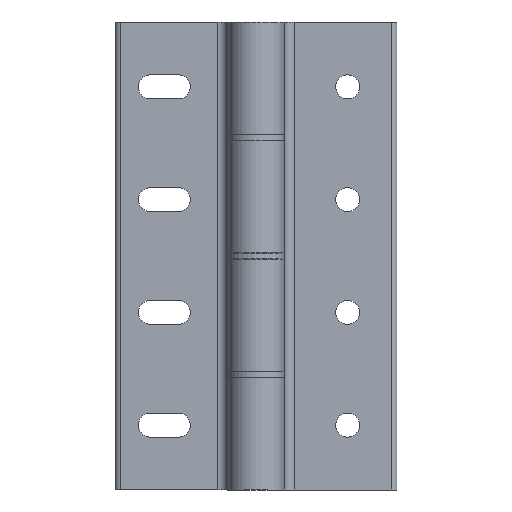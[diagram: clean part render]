
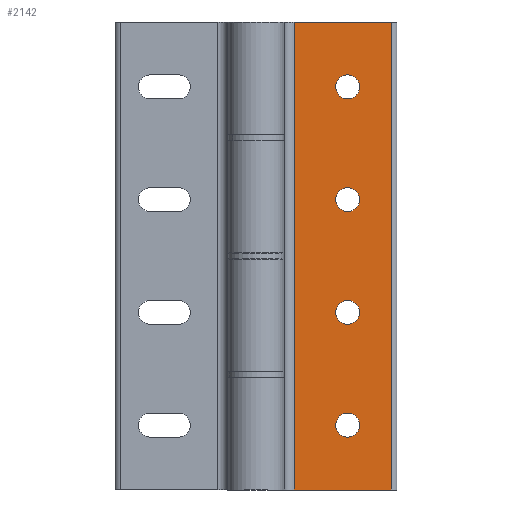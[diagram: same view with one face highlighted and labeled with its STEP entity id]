
A CAD part, front view. The second image highlights one B-rep face of the part: STEP entity #2142.
In plain terms, the highlighted face is planar.
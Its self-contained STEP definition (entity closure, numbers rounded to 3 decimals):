
#1231=CARTESIAN_POINT('',(21.75,143.,5.));
#1232=VERTEX_POINT('',#1231);
#1248=CARTESIAN_POINT('',(13.25,143.,5.));
#1249=VERTEX_POINT('',#1248);
#1256=CARTESIAN_POINT('',(17.5,143.,5.));
#1257=DIRECTION('',(0.0,0.0,-1.0));
#1258=DIRECTION('',(1.0,0.0,0.0));
#1259=AXIS2_PLACEMENT_3D('',#1256,#1257,#1258);
#1260=CIRCLE('',#1259,4.25);
#1261=EDGE_CURVE('',#1232,#1249,#1260,.T.);
#1273=CARTESIAN_POINT('',(21.75,63.,5.));
#1274=VERTEX_POINT('',#1273);
#1290=CARTESIAN_POINT('',(13.25,63.,5.));
#1291=VERTEX_POINT('',#1290);
#1298=CARTESIAN_POINT('',(17.5,63.,5.));
#1299=DIRECTION('',(0.0,0.0,-1.0));
#1300=DIRECTION('',(1.0,0.0,0.0));
#1301=AXIS2_PLACEMENT_3D('',#1298,#1299,#1300);
#1302=CIRCLE('',#1301,4.25);
#1303=EDGE_CURVE('',#1274,#1291,#1302,.T.);
#1315=CARTESIAN_POINT('',(21.75,23.,5.));
#1316=VERTEX_POINT('',#1315);
#1332=CARTESIAN_POINT('',(13.25,23.,5.));
#1333=VERTEX_POINT('',#1332);
#1340=CARTESIAN_POINT('',(17.5,23.,5.));
#1341=DIRECTION('',(0.0,0.0,-1.0));
#1342=DIRECTION('',(1.0,0.0,0.0));
#1343=AXIS2_PLACEMENT_3D('',#1340,#1341,#1342);
#1344=CIRCLE('',#1343,4.25);
#1345=EDGE_CURVE('',#1316,#1333,#1344,.T.);
#1357=CARTESIAN_POINT('',(21.75,103.,5.));
#1358=VERTEX_POINT('',#1357);
#1374=CARTESIAN_POINT('',(13.25,103.,5.));
#1375=VERTEX_POINT('',#1374);
#1382=CARTESIAN_POINT('',(17.5,103.,5.));
#1383=DIRECTION('',(0.0,0.0,-1.0));
#1384=DIRECTION('',(1.0,0.0,0.0));
#1385=AXIS2_PLACEMENT_3D('',#1382,#1383,#1384);
#1386=CIRCLE('',#1385,4.25);
#1387=EDGE_CURVE('',#1358,#1375,#1386,.T.);
#1398=CARTESIAN_POINT('',(17.5,103.,5.));
#1399=DIRECTION('',(0.0,0.0,-1.0));
#1400=DIRECTION('',(1.0,0.0,0.0));
#1401=AXIS2_PLACEMENT_3D('',#1398,#1399,#1400);
#1402=CIRCLE('',#1401,4.25);
#1403=EDGE_CURVE('',#1375,#1358,#1402,.T.);
#1422=CARTESIAN_POINT('',(17.5,23.,5.));
#1423=DIRECTION('',(0.0,0.0,-1.0));
#1424=DIRECTION('',(1.0,0.0,0.0));
#1425=AXIS2_PLACEMENT_3D('',#1422,#1423,#1424);
#1426=CIRCLE('',#1425,4.25);
#1427=EDGE_CURVE('',#1333,#1316,#1426,.T.);
#1446=CARTESIAN_POINT('',(17.5,63.,5.));
#1447=DIRECTION('',(0.0,0.0,-1.0));
#1448=DIRECTION('',(1.0,0.0,0.0));
#1449=AXIS2_PLACEMENT_3D('',#1446,#1447,#1448);
#1450=CIRCLE('',#1449,4.25);
#1451=EDGE_CURVE('',#1291,#1274,#1450,.T.);
#1470=CARTESIAN_POINT('',(17.5,143.,5.));
#1471=DIRECTION('',(0.0,0.0,-1.0));
#1472=DIRECTION('',(1.0,0.0,0.0));
#1473=AXIS2_PLACEMENT_3D('',#1470,#1471,#1472);
#1474=CIRCLE('',#1473,4.25);
#1475=EDGE_CURVE('',#1249,#1232,#1474,.T.);
#1690=CARTESIAN_POINT('',(36.5,0.,5.));
#1691=VERTEX_POINT('',#1690);
#1699=CARTESIAN_POINT('',(2.0,0.,5.));
#1700=VERTEX_POINT('',#1699);
#1701=CARTESIAN_POINT('',(2.0,0.,5.));
#1702=DIRECTION('',(1.0,0.0,0.0));
#1703=VECTOR('',#1702,34.5);
#1704=LINE('',#1701,#1703);
#1705=EDGE_CURVE('',#1700,#1691,#1704,.T.);
#2084=CARTESIAN_POINT('',(2.,166.,5.));
#2085=VERTEX_POINT('',#2084);
#2086=CARTESIAN_POINT('',(2.,166.,5.));
#2087=DIRECTION('',(0.0,-1.0,0.0));
#2088=VECTOR('',#2087,166.);
#2089=LINE('',#2086,#2088);
#2090=EDGE_CURVE('',#2085,#1700,#2089,.T.);
#2103=CARTESIAN_POINT('',(38.225,174.3,5.));
#2104=DIRECTION('',(0.0,0.0,1.0));
#2105=DIRECTION('',(-1.0,0.0,0.0));
#2106=AXIS2_PLACEMENT_3D('',#2103,#2104,#2105);
#2107=PLANE('',#2106);
#2108=ORIENTED_EDGE('',*,*,#1705,.T.);
#2109=CARTESIAN_POINT('',(36.5,166.,5.));
#2110=VERTEX_POINT('',#2109);
#2111=CARTESIAN_POINT('',(36.5,166.,5.));
#2112=DIRECTION('',(0.0,-1.0,0.0));
#2113=VECTOR('',#2112,166.);
#2114=LINE('',#2111,#2113);
#2115=EDGE_CURVE('',#2110,#1691,#2114,.T.);
#2116=ORIENTED_EDGE('',*,*,#2115,.F.);
#2117=CARTESIAN_POINT('',(2.,166.,5.));
#2118=DIRECTION('',(1.0,0.0,0.0));
#2119=VECTOR('',#2118,34.5);
#2120=LINE('',#2117,#2119);
#2121=EDGE_CURVE('',#2085,#2110,#2120,.T.);
#2122=ORIENTED_EDGE('',*,*,#2121,.F.);
#2123=ORIENTED_EDGE('',*,*,#2090,.T.);
#2124=EDGE_LOOP('',(#2108,#2116,#2122,#2123));
#2125=FACE_OUTER_BOUND('',#2124,.T.);
#2126=ORIENTED_EDGE('',*,*,#1403,.T.);
#2127=ORIENTED_EDGE('',*,*,#1387,.T.);
#2128=EDGE_LOOP('',(#2126,#2127));
#2129=FACE_BOUND('',#2128,.T.);
#2130=ORIENTED_EDGE('',*,*,#1427,.T.);
#2131=ORIENTED_EDGE('',*,*,#1345,.T.);
#2132=EDGE_LOOP('',(#2130,#2131));
#2133=FACE_BOUND('',#2132,.T.);
#2134=ORIENTED_EDGE('',*,*,#1451,.T.);
#2135=ORIENTED_EDGE('',*,*,#1303,.T.);
#2136=EDGE_LOOP('',(#2134,#2135));
#2137=FACE_BOUND('',#2136,.T.);
#2138=ORIENTED_EDGE('',*,*,#1475,.T.);
#2139=ORIENTED_EDGE('',*,*,#1261,.T.);
#2140=EDGE_LOOP('',(#2138,#2139));
#2141=FACE_BOUND('',#2140,.T.);
#2142=ADVANCED_FACE('',(#2125,#2129,#2133,#2137,#2141),#2107,.T.);
